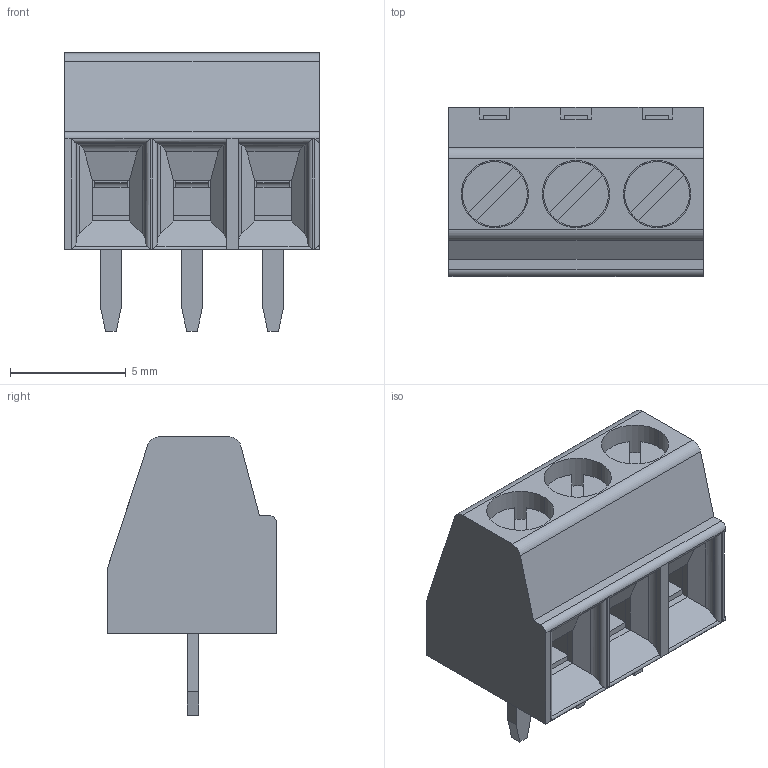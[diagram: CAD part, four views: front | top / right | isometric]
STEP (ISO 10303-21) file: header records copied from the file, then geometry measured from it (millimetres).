
FILE_DESCRIPTION (( 'STEP AP214' ), '1' );
FILE_NAME ('5442251.STEP', '2024-12-16T15:04:50', ( '' ), ( '' ), 'SwSTEP 2.0', 'SolidWorks 2020', '' );
FILE_SCHEMA (( 'AUTOMOTIVE_DESIGN' ));
Length unit declared in the file: millimetre
Products named in the file (1): 5442251
Bounding box: 11 x 7.3 x 12 mm (x, y, z)
Volume: 400.1 mm3; surface area: 1372.9 mm2
Topology: 10 solids, 10 shells, 326 faces, 868 edges, 559 vertices
Faces by surface type: plane 256, cylinder 70
Entity records: 13793 total; most frequent: CARTESIAN_POINT 1907, ORIENTED_EDGE 1736, DIRECTION 1621, EDGE_CURVE 868, LINE 703, VECTOR 703, VERTEX_POINT 559, AXIS2_PLACEMENT_3D 459
